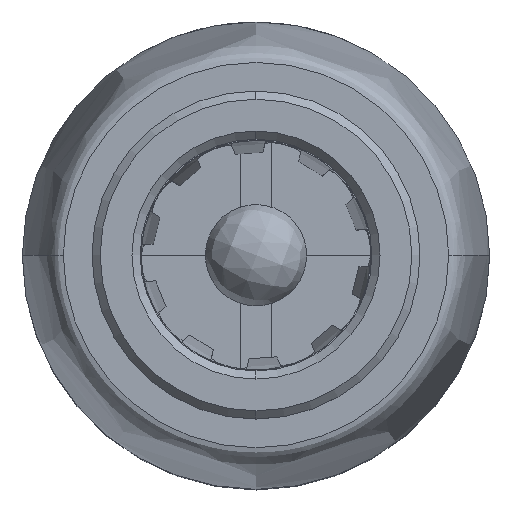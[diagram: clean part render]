
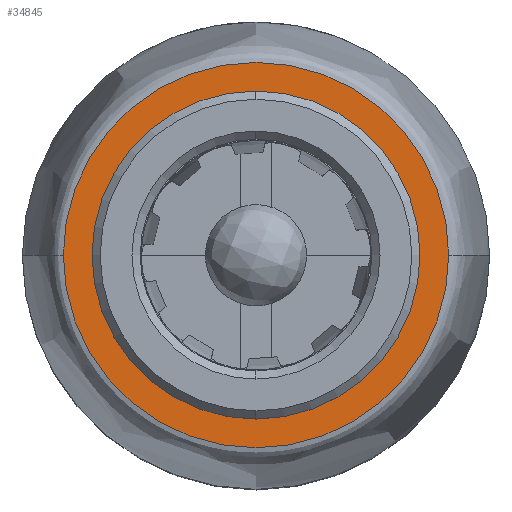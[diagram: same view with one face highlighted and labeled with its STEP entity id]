
A CAD part, top view. The second image highlights one B-rep face of the part: STEP entity #34845.
In plain terms, the highlighted face is planar.
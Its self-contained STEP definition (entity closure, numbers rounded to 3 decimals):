
#57 = EDGE_LOOP ( 'NONE', ( #2887, #26356 ) ) ;
#1926 = CIRCLE ( 'NONE', #8946, 4.7 ) ;
#2595 = AXIS2_PLACEMENT_3D ( 'NONE', #22198, #25823, #4421 ) ;
#2865 = VERTEX_POINT ( 'NONE', #40867 ) ;
#2887 = ORIENTED_EDGE ( 'NONE', *, *, #30769, .F. ) ;
#3389 = AXIS2_PLACEMENT_3D ( 'NONE', #36672, #15479, #40178 ) ;
#4421 = DIRECTION ( 'NONE',  ( 0., 0., 1. ) ) ;
#5171 = ORIENTED_EDGE ( 'NONE', *, *, #41084, .F. ) ;
#6135 = VERTEX_POINT ( 'NONE', #38103 ) ;
#8946 = AXIS2_PLACEMENT_3D ( 'NONE', #31433, #10143, #34966 ) ;
#9212 = CARTESIAN_POINT ( 'NONE',  ( 0., 0., 0. ) ) ;
#9344 = ORIENTED_EDGE ( 'NONE', *, *, #38435, .F. ) ;
#10143 = DIRECTION ( 'NONE',  ( -1., 0., 0. ) ) ;
#12288 = VERTEX_POINT ( 'NONE', #45665 ) ;
#12458 = FACE_OUTER_BOUND ( 'NONE', #57, .T. ) ;
#12766 = DIRECTION ( 'NONE',  ( 0., 0., 1. ) ) ;
#13901 = AXIS2_PLACEMENT_3D ( 'NONE', #9212, #34065, #12766 ) ;
#14202 = VERTEX_POINT ( 'NONE', #16875 ) ;
#15479 = DIRECTION ( 'NONE',  ( 1., 0., 0. ) ) ;
#15625 = CARTESIAN_POINT ( 'NONE',  ( 0., 0., 0. ) ) ;
#16875 = CARTESIAN_POINT ( 'NONE',  ( 0., 0., -4. ) ) ;
#17580 = CIRCLE ( 'NONE', #29473, 4. ) ;
#19239 = DIRECTION ( 'NONE',  ( 0., 0., -1. ) ) ;
#21991 = FACE_BOUND ( 'NONE', #28598, .T. ) ;
#22198 = CARTESIAN_POINT ( 'NONE',  ( 0., 0., 0. ) ) ;
#25823 = DIRECTION ( 'NONE',  ( -1., 0., 0. ) ) ;
#26356 = ORIENTED_EDGE ( 'NONE', *, *, #32509, .F. ) ;
#28598 = EDGE_LOOP ( 'NONE', ( #9344, #5171 ) ) ;
#29191 = PLANE ( 'NONE',  #2595 ) ;
#29473 = AXIS2_PLACEMENT_3D ( 'NONE', #15625, #40308, #19239 ) ;
#30769 = EDGE_CURVE ( 'NONE', #2865, #6135, #38197, .T. ) ;
#31433 = CARTESIAN_POINT ( 'NONE',  ( 0., 0., 0. ) ) ;
#32509 = EDGE_CURVE ( 'NONE', #6135, #2865, #1926, .T. ) ;
#32923 = CIRCLE ( 'NONE', #3389, 4. ) ;
#34065 = DIRECTION ( 'NONE',  ( -1., 0., 0. ) ) ;
#34845 = ADVANCED_FACE ( 'NONE', ( #21991, #12458 ), #29191, .F. ) ;
#34966 = DIRECTION ( 'NONE',  ( 0., 0., 1. ) ) ;
#36672 = CARTESIAN_POINT ( 'NONE',  ( 0., 0., 0. ) ) ;
#38103 = CARTESIAN_POINT ( 'NONE',  ( 0., -4.7, 0. ) ) ;
#38197 = CIRCLE ( 'NONE', #13901, 4.7 ) ;
#38435 = EDGE_CURVE ( 'NONE', #14202, #12288, #32923, .T. ) ;
#40178 = DIRECTION ( 'NONE',  ( 0., 0., -1. ) ) ;
#40308 = DIRECTION ( 'NONE',  ( 1., 0., 0. ) ) ;
#40867 = CARTESIAN_POINT ( 'NONE',  ( 0., 4.7, 0. ) ) ;
#41084 = EDGE_CURVE ( 'NONE', #12288, #14202, #17580, .T. ) ;
#45665 = CARTESIAN_POINT ( 'NONE',  ( 0., 0., 4. ) ) ;
